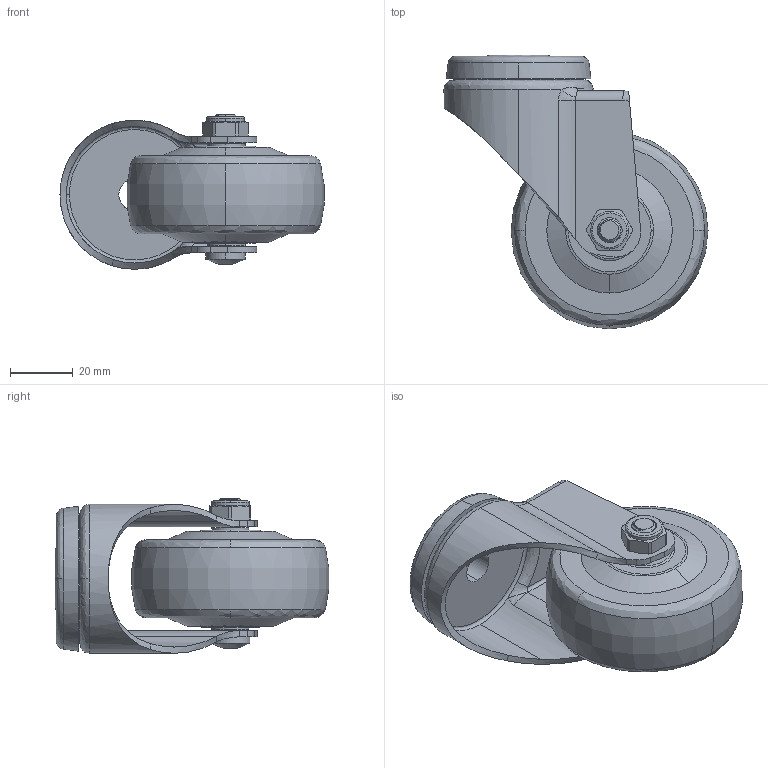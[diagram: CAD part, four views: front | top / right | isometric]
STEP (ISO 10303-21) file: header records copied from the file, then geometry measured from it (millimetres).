
FILE_DESCRIPTION (( 'STEP AP203' ), '1' );
FILE_NAME ('WH-36725-76 2.5in SWIVEL BOLT HOLE MOUNTING H=86 DIA10.STEP', '2022-09-22T03:04:45', ( '' ), ( '' ), 'SwSTEP 2.0', 'SolidWorks 2018', '' );
FILE_SCHEMA (( 'CONFIG_CONTROL_DESIGN' ));
Length unit declared in the file: millimetre
Products named in the file (9): 361725; 350-33A; 3625-964; 300-34; WH-36725-76 2.5in SWIVEL BOLT HOLE  MOUNTING H=86 DIA10
Assembly tree (4 placements, depth 2):
  361725
  350-33A
  3625-964
  WH-36725-76 2.5in SWIVEL BOLT HOLE  MOUNTING H=86 DIA10
    361725
    3625-964
    350-33A
    300-34
  300-34
Bounding box: 84.11 x 87.16 x 49.25 mm (x, y, z)
Volume: 103932.8 mm3; surface area: 30070.3 mm2
Topology: 4 solids, 4 shells, 217 faces, 573 edges, 376 vertices
Faces by surface type: cylinder 79, bspline 65, plane 45, cone 26, torus 2
Entity records: 15131 total; most frequent: CARTESIAN_POINT 9574, ORIENTED_EDGE 1146, DIRECTION 773, EDGE_CURVE 573, VERTEX_POINT 376, AXIS2_PLACEMENT_3D 314, B_SPLINE_CURVE_WITH_KNOTS 245, EDGE_LOOP 239
